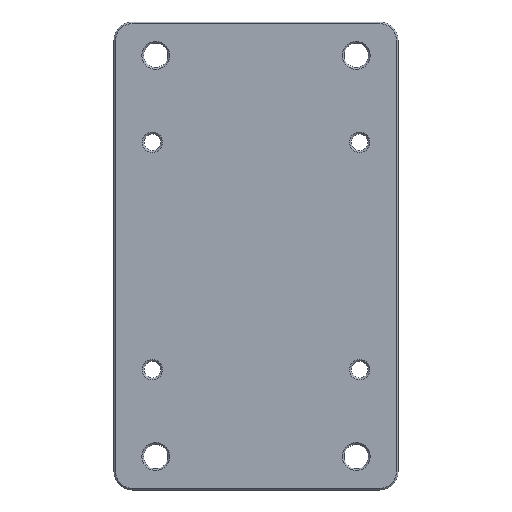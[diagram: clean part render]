
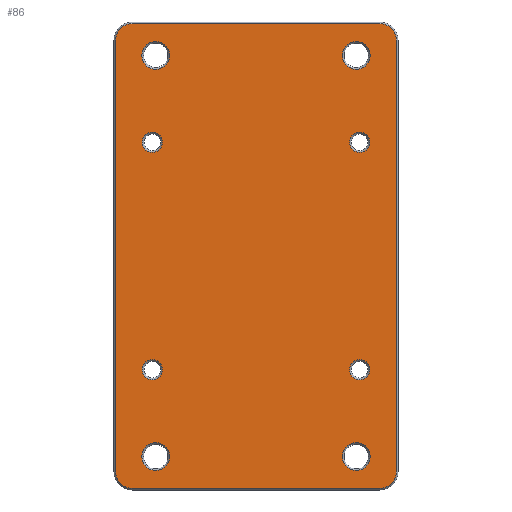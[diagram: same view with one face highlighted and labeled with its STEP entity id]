
A CAD part, top view. The second image highlights one B-rep face of the part: STEP entity #86.
In plain terms, the highlighted planar face has unit normal (0, 0, 1).
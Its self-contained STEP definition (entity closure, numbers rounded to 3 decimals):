
#86=ADVANCED_FACE('',(#205,#206,#207,#208,#209,#210,#211,#212,#213),#214,.T.);
#205=FACE_BOUND('',#345,.T.);
#206=FACE_BOUND('',#346,.T.);
#207=FACE_BOUND('',#347,.T.);
#208=FACE_BOUND('',#348,.T.);
#209=FACE_OUTER_BOUND('',#349,.T.);
#210=FACE_BOUND('',#350,.T.);
#211=FACE_BOUND('',#351,.T.);
#212=FACE_BOUND('',#352,.T.);
#213=FACE_BOUND('',#353,.T.);
#214=PLANE('',#354);
#345=EDGE_LOOP('',(#629));
#346=EDGE_LOOP('',(#630));
#347=EDGE_LOOP('',(#631));
#348=EDGE_LOOP('',(#632));
#349=EDGE_LOOP('',(#633,#634,#635,#636,#637,#638,#639,#640));
#350=EDGE_LOOP('',(#641));
#351=EDGE_LOOP('',(#642));
#352=EDGE_LOOP('',(#643));
#353=EDGE_LOOP('',(#644));
#354=AXIS2_PLACEMENT_3D('',#645,#646,#647);
#629=ORIENTED_EDGE('',*,*,#746,.T.);
#630=ORIENTED_EDGE('',*,*,#747,.T.);
#631=ORIENTED_EDGE('',*,*,#748,.T.);
#632=ORIENTED_EDGE('',*,*,#750,.T.);
#633=ORIENTED_EDGE('',*,*,#761,.T.);
#634=ORIENTED_EDGE('',*,*,#755,.T.);
#635=ORIENTED_EDGE('',*,*,#757,.T.);
#636=ORIENTED_EDGE('',*,*,#763,.T.);
#637=ORIENTED_EDGE('',*,*,#768,.T.);
#638=ORIENTED_EDGE('',*,*,#772,.T.);
#639=ORIENTED_EDGE('',*,*,#771,.T.);
#640=ORIENTED_EDGE('',*,*,#766,.T.);
#641=ORIENTED_EDGE('',*,*,#773,.T.);
#642=ORIENTED_EDGE('',*,*,#775,.T.);
#643=ORIENTED_EDGE('',*,*,#777,.T.);
#644=ORIENTED_EDGE('',*,*,#779,.T.);
#645=CARTESIAN_POINT('',(0.0,0.0,4.0));
#646=DIRECTION('',(0.0,-0.0,1.0));
#647=DIRECTION('',(1.0,0.0,-0.0));
#746=EDGE_CURVE('',#866,#866,#867,.F.);
#747=EDGE_CURVE('',#868,#868,#869,.F.);
#748=EDGE_CURVE('',#870,#870,#871,.F.);
#750=EDGE_CURVE('',#874,#874,#875,.F.);
#755=EDGE_CURVE('',#878,#883,#885,.T.);
#757=EDGE_CURVE('',#883,#887,#889,.T.);
#761=EDGE_CURVE('',#891,#878,#894,.T.);
#763=EDGE_CURVE('',#887,#896,#898,.T.);
#766=EDGE_CURVE('',#900,#891,#902,.T.);
#768=EDGE_CURVE('',#896,#903,#905,.T.);
#771=EDGE_CURVE('',#907,#900,#909,.T.);
#772=EDGE_CURVE('',#903,#907,#910,.T.);
#773=EDGE_CURVE('',#911,#911,#912,.F.);
#775=EDGE_CURVE('',#915,#915,#916,.F.);
#777=EDGE_CURVE('',#919,#919,#920,.F.);
#779=EDGE_CURVE('',#923,#923,#924,.F.);
#866=VERTEX_POINT('',#1039);
#867=CIRCLE('',#1040,3.0);
#868=VERTEX_POINT('',#1041);
#869=CIRCLE('',#1042,3.0);
#870=VERTEX_POINT('',#1043);
#871=CIRCLE('',#1044,3.0);
#874=VERTEX_POINT('',#1047);
#875=CIRCLE('',#1048,3.0);
#878=VERTEX_POINT('',#1051);
#883=VERTEX_POINT('',#1057);
#885=CIRCLE('',#1060,5.0);
#887=VERTEX_POINT('',#1062);
#889=LINE('',#1065,#1066);
#891=VERTEX_POINT('',#1069);
#894=LINE('',#1074,#1075);
#896=VERTEX_POINT('',#1077);
#898=CIRCLE('',#1080,5.0);
#900=VERTEX_POINT('',#1082);
#902=CIRCLE('',#1085,5.0);
#903=VERTEX_POINT('',#1086);
#905=LINE('',#1089,#1090);
#907=VERTEX_POINT('',#1093);
#909=LINE('',#1096,#1097);
#910=CIRCLE('',#1098,5.0);
#911=VERTEX_POINT('',#1099);
#912=CIRCLE('',#1100,4.15);
#915=VERTEX_POINT('',#1103);
#916=CIRCLE('',#1104,4.15);
#919=VERTEX_POINT('',#1107);
#920=CIRCLE('',#1108,4.15);
#923=VERTEX_POINT('',#1111);
#924=CIRCLE('',#1112,4.15);
#1039=CARTESIAN_POINT('',(-37.5,-7.0,4.0));
#1040=AXIS2_PLACEMENT_3D('',#1222,#1223,#1224);
#1041=CARTESIAN_POINT('',(24.5,-7.0,4.0));
#1042=AXIS2_PLACEMENT_3D('',#1225,#1226,#1227);
#1043=CARTESIAN_POINT('',(24.5,-75.0,4.0));
#1044=AXIS2_PLACEMENT_3D('',#1228,#1229,#1230);
#1047=CARTESIAN_POINT('',(-37.5,-75.0,4.0));
#1048=AXIS2_PLACEMENT_3D('',#1234,#1235,#1236);
#1051=CARTESIAN_POINT('',(-46.5,28.5,4.0));
#1057=CARTESIAN_POINT('',(-51.5,23.5,4.0));
#1060=AXIS2_PLACEMENT_3D('',#1245,#1246,#1247);
#1062=CARTESIAN_POINT('',(-51.5,-105.5,4.0));
#1065=CARTESIAN_POINT('',(-51.5,0.0,4.0));
#1066=VECTOR('',#1249,1.0);
#1069=CARTESIAN_POINT('',(27.5,28.5,4.0));
#1074=CARTESIAN_POINT('',(0.0,28.5,4.0));
#1075=VECTOR('',#1253,1.0);
#1077=CARTESIAN_POINT('',(-46.5,-110.5,4.0));
#1080=AXIS2_PLACEMENT_3D('',#1255,#1256,#1257);
#1082=CARTESIAN_POINT('',(32.5,23.5,4.0));
#1085=AXIS2_PLACEMENT_3D('',#1262,#1263,#1264);
#1086=CARTESIAN_POINT('',(27.5,-110.5,4.0));
#1089=CARTESIAN_POINT('',(27.5,-110.5,4.0));
#1090=VECTOR('',#1266,1.0);
#1093=CARTESIAN_POINT('',(32.5,-105.5,4.0));
#1096=CARTESIAN_POINT('',(32.5,0.0,4.0));
#1097=VECTOR('',#1269,1.0);
#1098=AXIS2_PLACEMENT_3D('',#1270,#1271,#1272);
#1099=CARTESIAN_POINT('',(-35.35,19.0,4.0));
#1100=AXIS2_PLACEMENT_3D('',#1273,#1274,#1275);
#1103=CARTESIAN_POINT('',(24.65,19.0,4.0));
#1104=AXIS2_PLACEMENT_3D('',#1279,#1280,#1281);
#1107=CARTESIAN_POINT('',(24.65,-101.0,4.0));
#1108=AXIS2_PLACEMENT_3D('',#1285,#1286,#1287);
#1111=CARTESIAN_POINT('',(-35.35,-101.0,4.0));
#1112=AXIS2_PLACEMENT_3D('',#1291,#1292,#1293);
#1222=CARTESIAN_POINT('',(-40.5,-7.0,4.0));
#1223=DIRECTION('',(0.0,-0.0,1.0));
#1224=DIRECTION('',(1.0,0.0,-0.0));
#1225=CARTESIAN_POINT('',(21.5,-7.0,4.0));
#1226=DIRECTION('',(0.0,-0.0,1.0));
#1227=DIRECTION('',(1.0,0.0,-0.0));
#1228=CARTESIAN_POINT('',(21.5,-75.0,4.0));
#1229=DIRECTION('',(0.0,-0.0,1.0));
#1230=DIRECTION('',(1.0,0.0,-0.0));
#1234=CARTESIAN_POINT('',(-40.5,-75.0,4.0));
#1235=DIRECTION('',(0.0,-0.0,1.0));
#1236=DIRECTION('',(1.0,0.0,-0.0));
#1245=CARTESIAN_POINT('',(-46.5,23.5,4.0));
#1246=DIRECTION('',(0.0,-0.0,1.0));
#1247=DIRECTION('',(1.0,0.0,-0.0));
#1249=DIRECTION('',(0.0,-1.0,0.0));
#1253=DIRECTION('',(-1.0,0.0,0.0));
#1255=CARTESIAN_POINT('',(-46.5,-105.5,4.0));
#1256=DIRECTION('',(0.0,-0.0,1.0));
#1257=DIRECTION('',(1.0,0.0,-0.0));
#1262=CARTESIAN_POINT('',(27.5,23.5,4.0));
#1263=DIRECTION('',(0.0,-0.0,1.0));
#1264=DIRECTION('',(1.0,0.0,-0.0));
#1266=DIRECTION('',(1.0,0.0,0.0));
#1269=DIRECTION('',(0.0,1.0,0.0));
#1270=CARTESIAN_POINT('',(27.5,-105.5,4.0));
#1271=DIRECTION('',(0.0,-0.0,1.0));
#1272=DIRECTION('',(1.0,0.0,-0.0));
#1273=CARTESIAN_POINT('',(-39.5,19.0,4.0));
#1274=DIRECTION('',(0.0,-0.0,1.0));
#1275=DIRECTION('',(1.0,0.0,-0.0));
#1279=CARTESIAN_POINT('',(20.5,19.0,4.0));
#1280=DIRECTION('',(0.0,-0.0,1.0));
#1281=DIRECTION('',(1.0,0.0,-0.0));
#1285=CARTESIAN_POINT('',(20.5,-101.0,4.0));
#1286=DIRECTION('',(0.0,-0.0,1.0));
#1287=DIRECTION('',(1.0,0.0,-0.0));
#1291=CARTESIAN_POINT('',(-39.5,-101.0,4.0));
#1292=DIRECTION('',(0.0,-0.0,1.0));
#1293=DIRECTION('',(1.0,0.0,-0.0));
